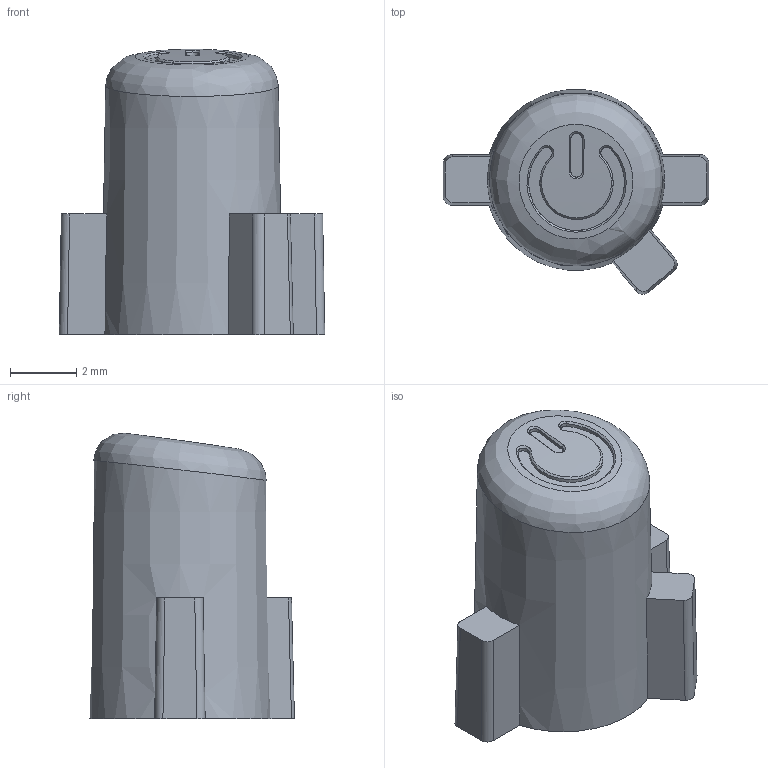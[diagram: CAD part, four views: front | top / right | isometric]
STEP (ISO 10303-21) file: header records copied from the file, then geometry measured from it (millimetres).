
FILE_DESCRIPTION(/* description */ (''),/* implementation_level */ '2;1');
FILE_NAME(/* name */ 'PowerButton.step',/* time_stamp */ '2025-05-19T13:23:11-07:00',/* author */ (''),/* organization */ (''),/* preprocessor_version */ 'ST-DEVELOPER v20.1',/* originating_system */ 'Autodesk Translation Framework v14.4.0.0',/* authorisation */ '');
FILE_SCHEMA (('AUTOMOTIVE_DESIGN { 1 0 10303 214 3 1 1 }'));
Length unit declared in the file: millimetre
Products named in the file (1): PowerButton
Bounding box: 8.03 x 6.19 x 8.63 mm (x, y, z)
Volume: 202.5 mm3; surface area: 224.2 mm2
Topology: 1 solids, 1 shells, 51 faces, 133 edges, 87 vertices
Faces by surface type: bspline 20, plane 16, cone 8, cylinder 7
Full cylindrical faces by diameter (mm): 2.2 x1
Entity records: 2583 total; most frequent: CARTESIAN_POINT 1440, ORIENTED_EDGE 266, DIRECTION 167, EDGE_CURVE 133, VERTEX_POINT 87, LINE 57, VECTOR 57, AXIS2_PLACEMENT_3D 55
